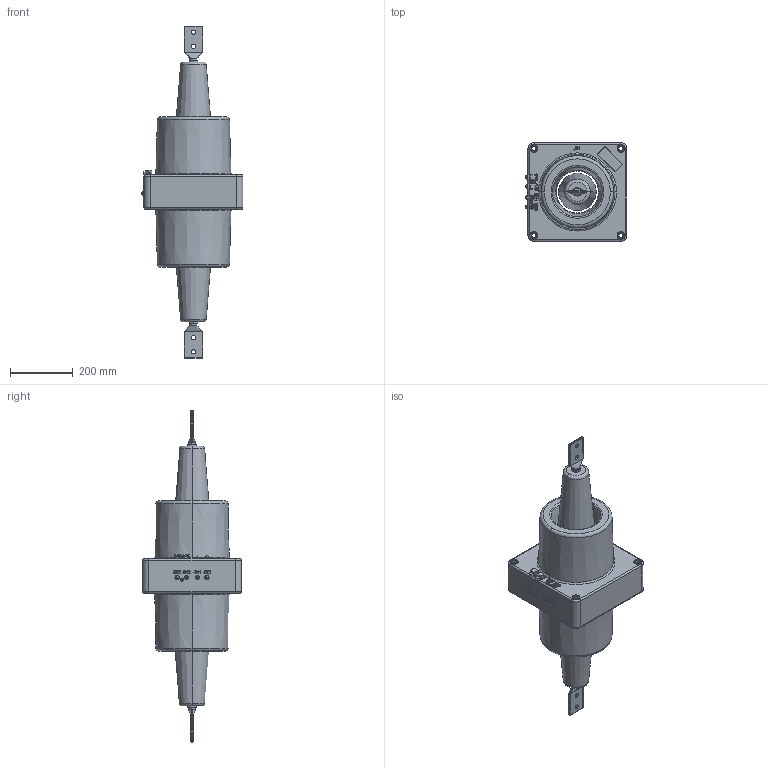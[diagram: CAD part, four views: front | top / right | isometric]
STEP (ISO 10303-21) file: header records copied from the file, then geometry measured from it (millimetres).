
FILE_DESCRIPTION (( 'STEP AP203' ), '1' );
FILE_NAME ('ﾒﾏﾋ-35-4.STEP', '2022-07-29T02:28:18', ( '' ), ( '' ), 'SwSTEP 2.0', 'SolidWorks 2010', '' );
FILE_SCHEMA (( 'CONFIG_CONTROL_DESIGN' ));
Length unit declared in the file: millimetre
Products named in the file (1): ﾒﾏﾋ-35-4
Bounding box: 325.12 x 316 x 1060 mm (x, y, z)
Surface area: 883285.8 mm2 (no closed solid volume)
Topology: 0 solids, 41 shells, 561 faces, 1834 edges, 1279 vertices
Faces by surface type: plane 218, cylinder 130, cone 94, bspline 62, sphere 29, torus 28
Entity records: 22640 total; most frequent: CARTESIAN_POINT 6936, DIRECTION 3318, ORIENTED_EDGE 2968, EDGE_CURVE 1821, VERTEX_POINT 1279, AXIS2_PLACEMENT_3D 1265, VECTOR 788, LINE 788
